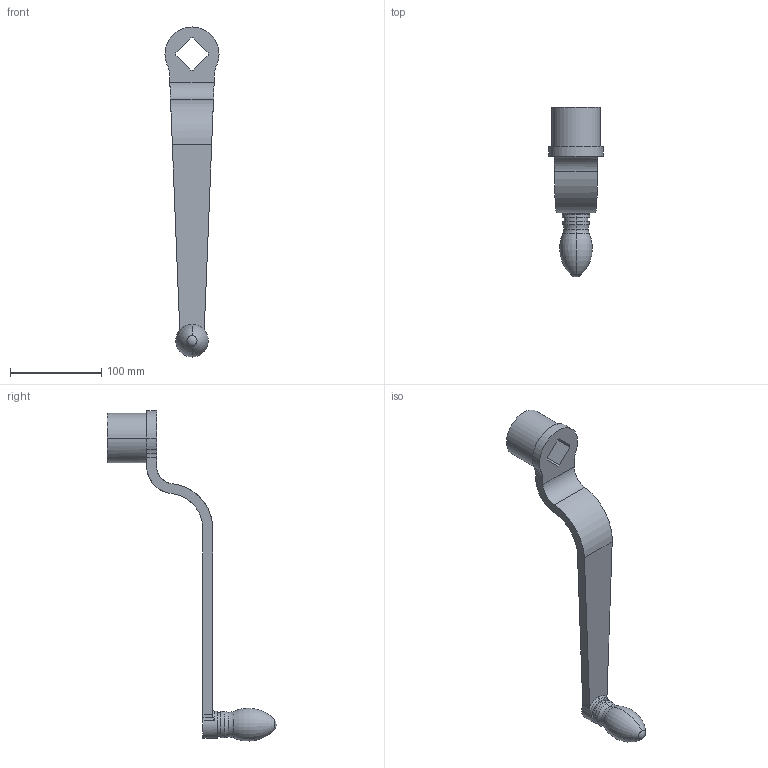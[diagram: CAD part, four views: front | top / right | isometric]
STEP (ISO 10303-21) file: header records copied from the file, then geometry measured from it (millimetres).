
FILE_DESCRIPTION(('STEP AP214'),'1');
FILE_NAME('haldern_eh_24330_0281.stp','2017-11-14T11:25:11',('TraceParts'),('TraceParts S.A.'),'Spatial InterOp 3D',' ',' ');
FILE_SCHEMA(('automotive_design'));
Length unit declared in the file: millimetre
Products named in the file (1): haldern_eh_24330_0281
Bounding box: 59.4 x 185.95 x 362.66 mm (x, y, z)
Volume: 276009.1 mm3; surface area: 57841.6 mm2
Topology: 1 solids, 1 shells, 49 faces, 126 edges, 82 vertices
Faces by surface type: cylinder 23, plane 17, torus 8, sphere 1
Entity records: 1558 total; most frequent: CARTESIAN_POINT 291, DIRECTION 284, ORIENTED_EDGE 252, EDGE_CURVE 126, AXIS2_PLACEMENT_3D 112, VERTEX_POINT 82, LINE 60, VECTOR 60
